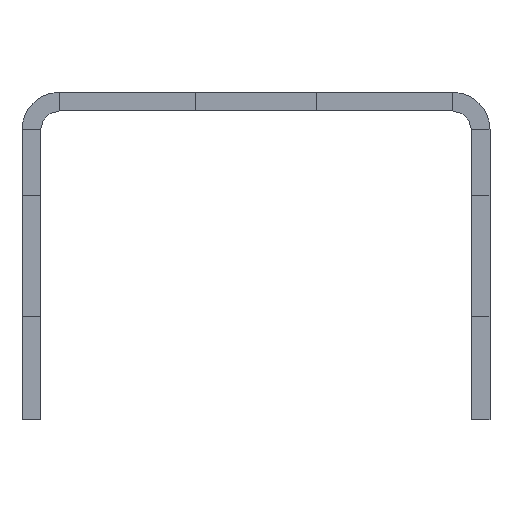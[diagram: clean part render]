
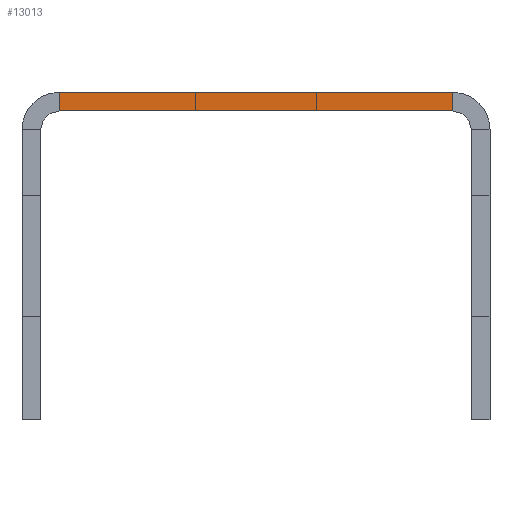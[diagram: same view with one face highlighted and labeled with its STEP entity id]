
A CAD part, front view. The second image highlights one B-rep face of the part: STEP entity #13013.
In plain terms, the highlighted planar face has unit normal (0, -1, 0).
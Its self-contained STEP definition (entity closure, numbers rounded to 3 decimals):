
#1943=DIRECTION('',(0.,0.,-1.));
#1944=VECTOR('',#1943,2.);
#1945=CARTESIAN_POINT('',(21.,-1500.,17.5));
#1946=LINE('',#1945,#1944);
#1947=DIRECTION('',(1.,0.,0.));
#1948=VECTOR('',#1947,42.);
#1949=CARTESIAN_POINT('',(-21.,-1500.,15.5));
#1950=LINE('',#1949,#1948);
#1951=DIRECTION('',(1.,0.,0.));
#1952=VECTOR('',#1951,42.);
#1953=CARTESIAN_POINT('',(-21.,-1500.,17.5));
#1954=LINE('',#1953,#1952);
#3005=DIRECTION('',(0.,0.,-1.));
#3006=VECTOR('',#3005,2.);
#3007=CARTESIAN_POINT('',(-21.,-1500.,17.5));
#3008=LINE('',#3007,#3006);
#8842=CARTESIAN_POINT('',(21.,-1500.,17.5));
#8844=VERTEX_POINT('',#8842);
#8854=CARTESIAN_POINT('',(-21.,-1500.,17.5));
#8856=VERTEX_POINT('',#8854);
#8858=CARTESIAN_POINT('',(21.,-1500.,15.5));
#8860=VERTEX_POINT('',#8858);
#8870=CARTESIAN_POINT('',(-21.,-1500.,15.5));
#8872=VERTEX_POINT('',#8870);
#12999=CARTESIAN_POINT('',(0.,-1500.,16.5));
#13000=DIRECTION('',(0.,-1.,0.));
#13001=DIRECTION('',(1.,0.,0.));
#13002=AXIS2_PLACEMENT_3D('',#12999,#13000,#13001);
#13003=PLANE('',#13002);
#13005=ORIENTED_EDGE('',*,*,#13004,.T.);
#13007=ORIENTED_EDGE('',*,*,#13006,.F.);
#13009=ORIENTED_EDGE('',*,*,#13008,.F.);
#13010=ORIENTED_EDGE('',*,*,#12390,.T.);
#13011=EDGE_LOOP('',(#13005,#13007,#13009,#13010));
#13012=FACE_OUTER_BOUND('',#13011,.F.);
#13013=ADVANCED_FACE('',(#13012),#13003,.T.);
#12390=EDGE_CURVE('',#8856,#8844,#1954,.T.);
#13004=EDGE_CURVE('',#8844,#8860,#1946,.T.);
#13006=EDGE_CURVE('',#8872,#8860,#1950,.T.);
#13008=EDGE_CURVE('',#8856,#8872,#3008,.T.);
